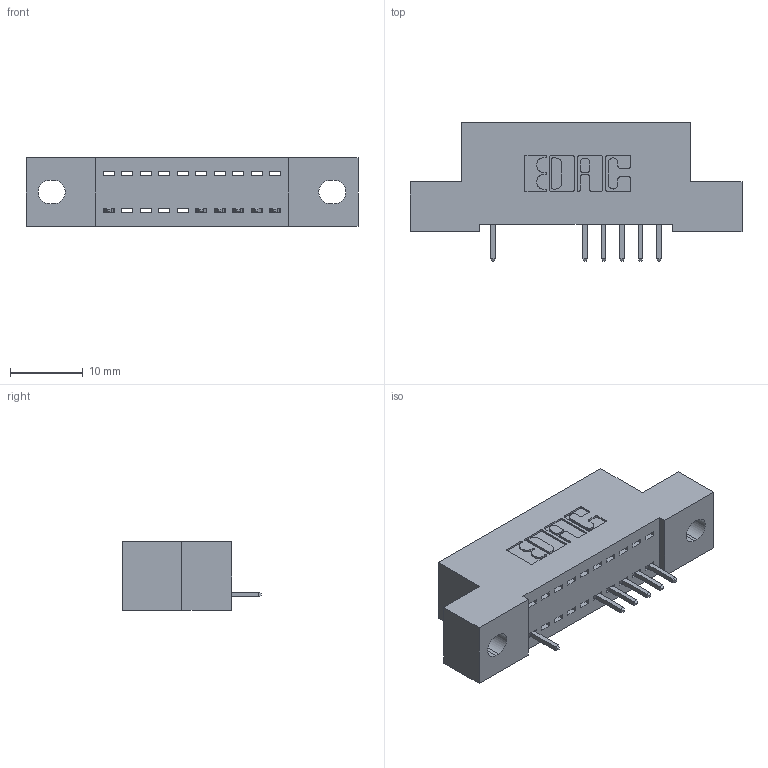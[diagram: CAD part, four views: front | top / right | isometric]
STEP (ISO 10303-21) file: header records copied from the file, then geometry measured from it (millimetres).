
FILE_DESCRIPTION (( 'STEP AP203' ), '1' );
FILE_NAME ('392-010-521-102.STEP', '2018-08-14T20:08:16', ( '' ), ( '' ), 'SwSTEP 2.0', 'SolidWorks 2016', '' );
FILE_SCHEMA (( 'CONFIG_CONTROL_DESIGN' ));
Length unit declared in the file: inch
Products named in the file (3): 392-010-521-102; 342 Part_.128 Slot; 345-292-001_345-293-121
Assembly tree (7 placements, depth 2):
  392-010-521-102
    342 Part_.128 Slot
    345-292-001_345-293-121  x6
Bounding box: 45.72 x 19.06 x 9.4 mm (x, y, z)
Volume: 3775.9 mm3; surface area: 4404.3 mm2
Topology: 7 solids, 7 shells, 510 faces, 1535 edges, 1014 vertices
Faces by surface type: plane 370, cylinder 140
Entity records: 10145 total; most frequent: CARTESIAN_POINT 1780, ORIENTED_EDGE 1730, DIRECTION 1561, EDGE_CURVE 865, LINE 737, VECTOR 737, VERTEX_POINT 574, AXIS2_PLACEMENT_3D 412
